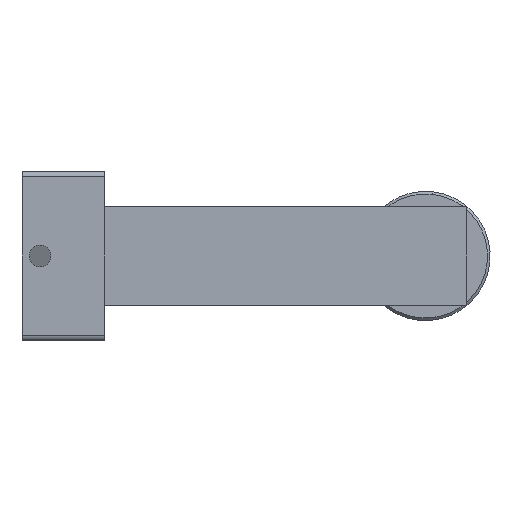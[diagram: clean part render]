
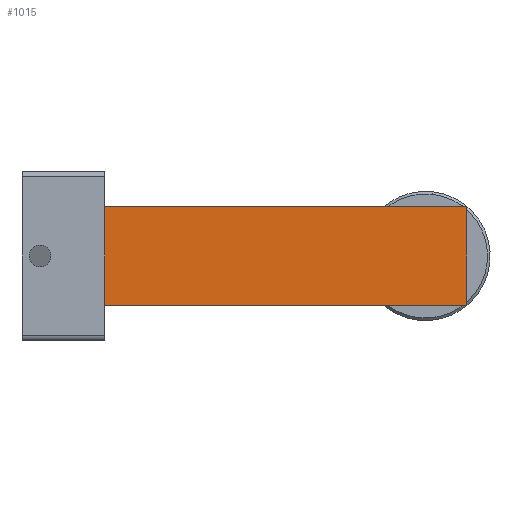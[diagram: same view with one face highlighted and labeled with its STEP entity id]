
A CAD part, left-side view. The second image highlights one B-rep face of the part: STEP entity #1015.
In plain terms, the highlighted face is planar.
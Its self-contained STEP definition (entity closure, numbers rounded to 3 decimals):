
#887 = EDGE_CURVE ( 'NONE', #4022, #4024, #3308, .T. ) ;
#888 = EDGE_CURVE ( 'NONE', #4024, #4021, #3311, .T. ) ;
#891 = EDGE_CURVE ( 'NONE', #4022, #4019, #3320, .T. ) ;
#893 = EDGE_CURVE ( 'NONE', #4019, #4021, #3326, .T. ) ;
#1015 = ADVANCED_FACE ( 'NONE', ( #1226 ), #3522, .F. ) ;
#1199 = AXIS2_PLACEMENT_3D ( 'NONE', #3523, #3524, #3525 ) ;
#1226 = FACE_OUTER_BOUND ( 'NONE', #4673, .T. ) ;
#1242 = VECTOR ( 'NONE', #3328, 1000. ) ;
#1314 = VECTOR ( 'NONE', #3322, 1000. ) ;
#1624 = CARTESIAN_POINT ( 'NONE',  ( 9.5, 0., -9.5 ) ) ;
#1626 = CARTESIAN_POINT ( 'NONE',  ( -9.5, 0., -9.5 ) ) ;
#1627 = CARTESIAN_POINT ( 'NONE',  ( 9.5, 70., -9.5 ) ) ;
#1629 = CARTESIAN_POINT ( 'NONE',  ( -9.5, 70., -9.5 ) ) ;
#3308 = LINE ( 'NONE', #3309, #3874 ) ;
#3309 = CARTESIAN_POINT ( 'NONE',  ( -9.5, 70., -9.5 ) ) ;
#3310 = DIRECTION ( 'NONE',  ( -1., 0., 0. ) ) ;
#3311 = LINE ( 'NONE', #3312, #3873 ) ;
#3312 = CARTESIAN_POINT ( 'NONE',  ( -9.5, 70., -9.5 ) ) ;
#3313 = DIRECTION ( 'NONE',  ( 0., -1., 0. ) ) ;
#3320 = LINE ( 'NONE', #3321, #1314 ) ;
#3321 = CARTESIAN_POINT ( 'NONE',  ( 9.5, 70., -9.5 ) ) ;
#3322 = DIRECTION ( 'NONE',  ( 0., -1., 0. ) ) ;
#3326 = LINE ( 'NONE', #3327, #1242 ) ;
#3327 = CARTESIAN_POINT ( 'NONE',  ( -9.5, 0., -9.5 ) ) ;
#3328 = DIRECTION ( 'NONE',  ( -1., 0., 0. ) ) ;
#3522 = PLANE ( 'NONE',  #1199 ) ;
#3523 = CARTESIAN_POINT ( 'NONE',  ( -9.5, 70., -9.5 ) ) ;
#3524 = DIRECTION ( 'NONE',  ( 0., 0., 1. ) ) ;
#3525 = DIRECTION ( 'NONE',  ( 1., 0., 0. ) ) ;
#3873 = VECTOR ( 'NONE', #3313, 1000. ) ;
#3874 = VECTOR ( 'NONE', #3310, 1000. ) ;
#4019 = VERTEX_POINT ( 'NONE', #1624 ) ;
#4021 = VERTEX_POINT ( 'NONE', #1626 ) ;
#4022 = VERTEX_POINT ( 'NONE', #1627 ) ;
#4024 = VERTEX_POINT ( 'NONE', #1629 ) ;
#4673 = EDGE_LOOP ( 'NONE', ( #4778, #4776, #4777, #4775 ) ) ;
#4775 = ORIENTED_EDGE ( 'NONE', *, *, #891, .T. ) ;
#4776 = ORIENTED_EDGE ( 'NONE', *, *, #888, .F. ) ;
#4777 = ORIENTED_EDGE ( 'NONE', *, *, #887, .F. ) ;
#4778 = ORIENTED_EDGE ( 'NONE', *, *, #893, .T. ) ;
